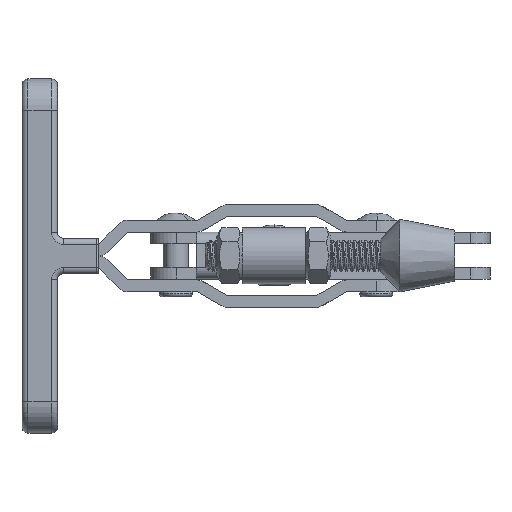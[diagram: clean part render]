
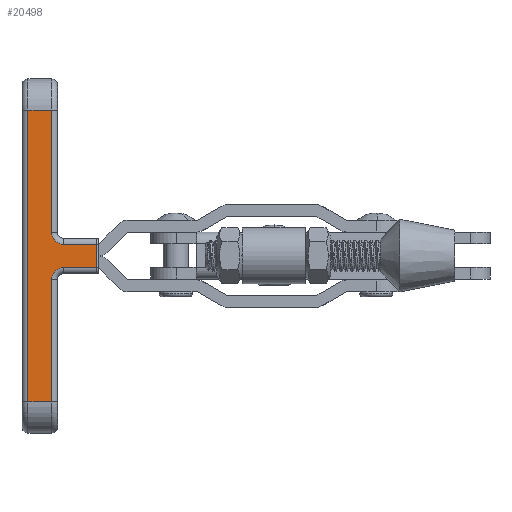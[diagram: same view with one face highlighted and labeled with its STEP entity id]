
A CAD part, left-side view. The second image highlights one B-rep face of the part: STEP entity #20498.
In plain terms, the highlighted face is planar.
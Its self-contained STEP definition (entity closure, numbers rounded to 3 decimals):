
#505 = CARTESIAN_POINT ( 'NONE',  ( 3., -6., -1.5 ) ) ;
#654 = AXIS2_PLACEMENT_3D ( 'NONE', #21473, #6007, #24125 ) ;
#764 = DIRECTION ( 'NONE',  ( -1., 0., 0. ) ) ;
#914 = EDGE_CURVE ( 'NONE', #31403, #20610, #22723, .T. ) ;
#2091 = EDGE_CURVE ( 'NONE', #28196, #24930, #20611, .T. ) ;
#2230 = EDGE_CURVE ( 'NONE', #25321, #29334, #11295, .T. ) ;
#2312 = LINE ( 'NONE', #29133, #9184 ) ;
#2599 = ORIENTED_EDGE ( 'NONE', *, *, #11936, .T. ) ;
#2608 = VECTOR ( 'NONE', #12749, 1000. ) ;
#3915 = CARTESIAN_POINT ( 'NONE',  ( 3., 37.1, -1.5 ) ) ;
#4525 = DIRECTION ( 'NONE',  ( 0., -1., 0. ) ) ;
#4594 = EDGE_CURVE ( 'NONE', #13531, #7674, #29643, .T. ) ;
#5521 = ORIENTED_EDGE ( 'NONE', *, *, #19515, .F. ) ;
#6007 = DIRECTION ( 'NONE',  ( 0., 0., -1. ) ) ;
#6770 = DIRECTION ( 'NONE',  ( 0., -1., 0. ) ) ;
#7674 = VERTEX_POINT ( 'NONE', #21160 ) ;
#8595 = ORIENTED_EDGE ( 'NONE', *, *, #25633, .T. ) ;
#9184 = VECTOR ( 'NONE', #18606, 1000. ) ;
#10427 = AXIS2_PLACEMENT_3D ( 'NONE', #14761, #20005, #4525 ) ;
#10495 = CARTESIAN_POINT ( 'NONE',  ( 3., 37.1, -1.5 ) ) ;
#11039 = CARTESIAN_POINT ( 'NONE',  ( 4.5, -3., -1.5 ) ) ;
#11295 = LINE ( 'NONE', #27521, #25118 ) ;
#11474 = VECTOR ( 'NONE', #764, 1000. ) ;
#11936 = EDGE_CURVE ( 'NONE', #29334, #7674, #18355, .T. ) ;
#12396 = DIRECTION ( 'NONE',  ( 0., 0., -1. ) ) ;
#12749 = DIRECTION ( 'NONE',  ( 1., 0., 0. ) ) ;
#13531 = VERTEX_POINT ( 'NONE', #505 ) ;
#13649 = LINE ( 'NONE', #31416, #27522 ) ;
#14510 = VECTOR ( 'NONE', #18271, 1000. ) ;
#14761 = CARTESIAN_POINT ( 'NONE',  ( -4.5, 37.1, -1.5 ) ) ;
#15484 = VERTEX_POINT ( 'NONE', #10495 ) ;
#15639 = CARTESIAN_POINT ( 'NONE',  ( -4.5, 37.1, -1.5 ) ) ;
#15696 = ORIENTED_EDGE ( 'NONE', *, *, #2230, .T. ) ;
#15762 = ORIENTED_EDGE ( 'NONE', *, *, #18237, .T. ) ;
#16146 = CARTESIAN_POINT ( 'NONE',  ( 3., 6., -1.5 ) ) ;
#16584 = VECTOR ( 'NONE', #33595, 1000. ) ;
#18089 = EDGE_CURVE ( 'NONE', #15484, #24930, #13649, .T. ) ;
#18237 = EDGE_CURVE ( 'NONE', #13531, #28827, #30363, .T. ) ;
#18271 = DIRECTION ( 'NONE',  ( 1., 0., 0. ) ) ;
#18355 = LINE ( 'NONE', #11039, #11474 ) ;
#18606 = DIRECTION ( 'NONE',  ( 1., 0., 0. ) ) ;
#18828 = FACE_OUTER_BOUND ( 'NONE', #20689, .T. ) ;
#19209 = ORIENTED_EDGE ( 'NONE', *, *, #18089, .T. ) ;
#19515 = EDGE_CURVE ( 'NONE', #31403, #28827, #2312, .T. ) ;
#19630 = DIRECTION ( 'NONE',  ( 0., -1., 0. ) ) ;
#20005 = DIRECTION ( 'NONE',  ( 0., 0., 1. ) ) ;
#20293 = CARTESIAN_POINT ( 'NONE',  ( 6., 6., -1.5 ) ) ;
#20378 = ORIENTED_EDGE ( 'NONE', *, *, #4594, .F. ) ;
#20498 = ADVANCED_FACE ( 'NONE', ( #18828 ), #22537, .F. ) ;
#20610 = VERTEX_POINT ( 'NONE', #33634 ) ;
#20611 = CIRCLE ( 'NONE', #33689, 3. ) ;
#20689 = EDGE_LOOP ( 'NONE', ( #8595, #15696, #2599, #20378, #15762, #5521, #26975, #22087, #19209, #23688 ) ) ;
#21160 = CARTESIAN_POINT ( 'NONE',  ( 6., -3., -1.5 ) ) ;
#21473 = CARTESIAN_POINT ( 'NONE',  ( 6., -6., -1.5 ) ) ;
#22087 = ORIENTED_EDGE ( 'NONE', *, *, #29367, .T. ) ;
#22537 = PLANE ( 'NONE',  #10427 ) ;
#22723 = LINE ( 'NONE', #31247, #16584 ) ;
#23688 = ORIENTED_EDGE ( 'NONE', *, *, #2091, .F. ) ;
#24125 = DIRECTION ( 'NONE',  ( 0., -1., 0. ) ) ;
#24254 = VECTOR ( 'NONE', #6770, 1000. ) ;
#24930 = VERTEX_POINT ( 'NONE', #16146 ) ;
#25118 = VECTOR ( 'NONE', #27589, 1000. ) ;
#25321 = VERTEX_POINT ( 'NONE', #30764 ) ;
#25633 = EDGE_CURVE ( 'NONE', #28196, #25321, #29416, .T. ) ;
#26131 = CARTESIAN_POINT ( 'NONE',  ( 6., 3., -1.5 ) ) ;
#26426 = CARTESIAN_POINT ( 'NONE',  ( 3., -37.1, -1.5 ) ) ;
#26975 = ORIENTED_EDGE ( 'NONE', *, *, #914, .T. ) ;
#27521 = CARTESIAN_POINT ( 'NONE',  ( 14.5, 37.1, -1.5 ) ) ;
#27522 = VECTOR ( 'NONE', #28669, 1000. ) ;
#27589 = DIRECTION ( 'NONE',  ( 0., -1., 0. ) ) ;
#28196 = VERTEX_POINT ( 'NONE', #26131 ) ;
#28358 = CARTESIAN_POINT ( 'NONE',  ( 15., 3., -1.5 ) ) ;
#28413 = LINE ( 'NONE', #15639, #14510 ) ;
#28669 = DIRECTION ( 'NONE',  ( 0., -1., 0. ) ) ;
#28827 = VERTEX_POINT ( 'NONE', #26426 ) ;
#29133 = CARTESIAN_POINT ( 'NONE',  ( -4.5, -37.1, -1.5 ) ) ;
#29334 = VERTEX_POINT ( 'NONE', #31311 ) ;
#29367 = EDGE_CURVE ( 'NONE', #20610, #15484, #28413, .T. ) ;
#29416 = LINE ( 'NONE', #28358, #2608 ) ;
#29643 = CIRCLE ( 'NONE', #654, 3. ) ;
#30363 = LINE ( 'NONE', #3915, #24254 ) ;
#30764 = CARTESIAN_POINT ( 'NONE',  ( 14.5, 3., -1.5 ) ) ;
#31247 = CARTESIAN_POINT ( 'NONE',  ( -3., 37.1, -1.5 ) ) ;
#31311 = CARTESIAN_POINT ( 'NONE',  ( 14.5, -3., -1.5 ) ) ;
#31403 = VERTEX_POINT ( 'NONE', #32207 ) ;
#31416 = CARTESIAN_POINT ( 'NONE',  ( 3., 37.1, -1.5 ) ) ;
#32207 = CARTESIAN_POINT ( 'NONE',  ( -3., -37.1, -1.5 ) ) ;
#33595 = DIRECTION ( 'NONE',  ( 0., 1., 0. ) ) ;
#33634 = CARTESIAN_POINT ( 'NONE',  ( -3., 37.1, -1.5 ) ) ;
#33689 = AXIS2_PLACEMENT_3D ( 'NONE', #20293, #12396, #19630 ) ;
